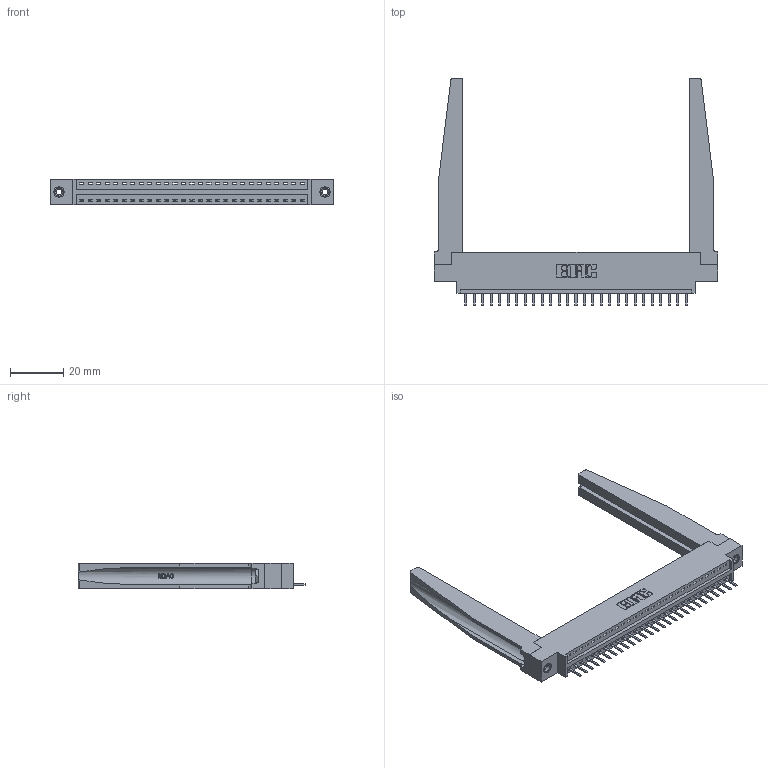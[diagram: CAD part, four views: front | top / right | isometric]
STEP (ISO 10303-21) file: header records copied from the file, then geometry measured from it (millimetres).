
FILE_DESCRIPTION (( 'STEP AP203' ), '1' );
FILE_NAME ('346-027-520-678.STEP', '2022-05-06T04:12:16', ( '' ), ( '' ), 'SwSTEP 2.0', 'SolidWorks 2020', '' );
FILE_SCHEMA (( 'CONFIG_CONTROL_DESIGN' ));
Length unit declared in the file: inch
Products named in the file (5): 346-027-520-678; 345-292-001_345-293-120; 346 Part_0.170 Offset - 0.156 Dia-TH; 346-220-078_345-220-078; 345-250-001_345-250-001-102
Assembly tree (32 placements, depth 2):
  346-027-520-678
    346 Part_0.170 Offset - 0.156 Dia-TH
    345-292-001_345-293-120  x27
    346-220-078_345-220-078  x2
    345-250-001_345-250-001-102  x2
Bounding box: 106.3 x 85.29 x 9.4 mm (x, y, z)
Volume: 16730.3 mm3; surface area: 18587.1 mm2
Topology: 32 solids, 32 shells, 2048 faces, 5953 edges, 3886 vertices
Faces by surface type: plane 1370, cylinder 626, bspline 36, cone 12, torus 4
Entity records: 24186 total; most frequent: CARTESIAN_POINT 5078, ORIENTED_EDGE 3914, DIRECTION 3469, EDGE_CURVE 1957, VECTOR 1619, LINE 1619, VERTEX_POINT 1296, AXIS2_PLACEMENT_3D 925
